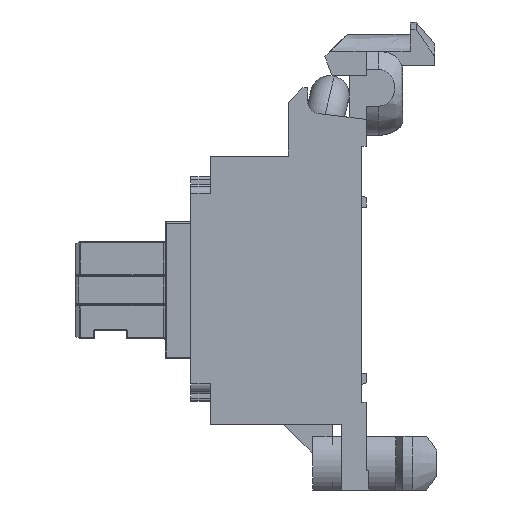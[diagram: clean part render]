
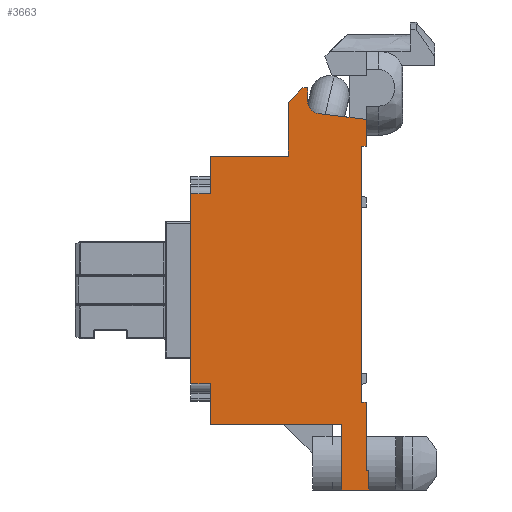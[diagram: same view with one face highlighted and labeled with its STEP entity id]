
A CAD part, left-side view. The second image highlights one B-rep face of the part: STEP entity #3663.
In plain terms, the highlighted planar face has unit normal (-1, 0, 0).
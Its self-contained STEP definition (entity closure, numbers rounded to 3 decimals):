
#1575 = VERTEX_POINT('',#1576);
#1576 = CARTESIAN_POINT('',(-3.4,-3.6,7.));
#1582 = EDGE_CURVE('',#1575,#1583,#1585,.T.);
#1583 = VERTEX_POINT('',#1584);
#1584 = CARTESIAN_POINT('',(-3.4,-3.6,5.9));
#1585 = LINE('',#1586,#1587);
#1586 = CARTESIAN_POINT('',(-3.4,-3.6,5.9));
#1587 = VECTOR('',#1588,1.);
#1588 = DIRECTION('',(-0.,-0.,-1.));
#2651 = VERTEX_POINT('',#2652);
#2652 = CARTESIAN_POINT('',(-3.4,2.8,5.5));
#2658 = EDGE_CURVE('',#2651,#2659,#2661,.T.);
#2659 = VERTEX_POINT('',#2660);
#2660 = CARTESIAN_POINT('',(-3.4,-0.4,5.5));
#2661 = LINE('',#2662,#2663);
#2662 = CARTESIAN_POINT('',(-3.4,3.6,5.5));
#2663 = VECTOR('',#2664,1.);
#2664 = DIRECTION('',(0.,-1.,0.));
#3204 = VERTEX_POINT('',#3205);
#3205 = CARTESIAN_POINT('',(-3.4,-2.6,-5.5));
#3211 = EDGE_CURVE('',#3204,#3212,#3214,.T.);
#3212 = VERTEX_POINT('',#3213);
#3213 = CARTESIAN_POINT('',(-3.4,2.8,-5.5));
#3214 = LINE('',#3215,#3216);
#3215 = CARTESIAN_POINT('',(-3.4,3.6,-5.5));
#3216 = VECTOR('',#3217,1.);
#3217 = DIRECTION('',(-0.,1.,-0.));
#3307 = VERTEX_POINT('',#3308);
#3308 = CARTESIAN_POINT('',(-3.4,3.6,3.95));
#3496 = VERTEX_POINT('',#3497);
#3497 = CARTESIAN_POINT('',(-3.4,3.6,-3.85));
#3504 = EDGE_CURVE('',#3496,#3307,#3505,.T.);
#3505 = LINE('',#3506,#3507);
#3506 = CARTESIAN_POINT('',(-3.4,3.6,5.5));
#3507 = VECTOR('',#3508,1.);
#3508 = DIRECTION('',(-0.,-0.,1.));
#3663 = ADVANCED_FACE('',(#3664),#3807,.F.);
#3664 = FACE_BOUND('',#3665,.T.);
#3665 = EDGE_LOOP('',(#3666,#3674,#3675,#3683,#3691,#3699,#3707,#3715,
    #3723,#3731,#3737,#3738,#3746,#3755,#3763,#3771,#3779,#3785,#3786,
    #3794,#3800,#3801));
#3666 = ORIENTED_EDGE('',*,*,#3667,.F.);
#3667 = EDGE_CURVE('',#3212,#3668,#3670,.T.);
#3668 = VERTEX_POINT('',#3669);
#3669 = CARTESIAN_POINT('',(-3.4,2.8,-3.85));
#3670 = LINE('',#3671,#3672);
#3671 = CARTESIAN_POINT('',(-3.4,2.8,7.741));
#3672 = VECTOR('',#3673,1.);
#3673 = DIRECTION('',(0.,-0.,1.));
#3674 = ORIENTED_EDGE('',*,*,#3211,.F.);
#3675 = ORIENTED_EDGE('',*,*,#3676,.F.);
#3676 = EDGE_CURVE('',#3677,#3204,#3679,.T.);
#3677 = VERTEX_POINT('',#3678);
#3678 = CARTESIAN_POINT('',(-3.4,-2.6,-8.2));
#3679 = LINE('',#3680,#3681);
#3680 = CARTESIAN_POINT('',(-3.4,-2.6,-5.5));
#3681 = VECTOR('',#3682,1.);
#3682 = DIRECTION('',(-0.,-0.,1.));
#3683 = ORIENTED_EDGE('',*,*,#3684,.F.);
#3684 = EDGE_CURVE('',#3685,#3677,#3687,.T.);
#3685 = VERTEX_POINT('',#3686);
#3686 = CARTESIAN_POINT('',(-3.4,-3.7,-8.2));
#3687 = LINE('',#3688,#3689);
#3688 = CARTESIAN_POINT('',(-3.4,-2.6,-8.2));
#3689 = VECTOR('',#3690,1.);
#3690 = DIRECTION('',(-0.,1.,-0.));
#3691 = ORIENTED_EDGE('',*,*,#3692,.F.);
#3692 = EDGE_CURVE('',#3693,#3685,#3695,.T.);
#3693 = VERTEX_POINT('',#3694);
#3694 = CARTESIAN_POINT('',(-3.4,-3.7,-7.4));
#3695 = LINE('',#3696,#3697);
#3696 = CARTESIAN_POINT('',(-3.4,-3.7,-8.2));
#3697 = VECTOR('',#3698,1.);
#3698 = DIRECTION('',(-0.,-0.,-1.));
#3699 = ORIENTED_EDGE('',*,*,#3700,.F.);
#3700 = EDGE_CURVE('',#3701,#3693,#3703,.T.);
#3701 = VERTEX_POINT('',#3702);
#3702 = CARTESIAN_POINT('',(-3.4,-3.6,-7.4));
#3703 = LINE('',#3704,#3705);
#3704 = CARTESIAN_POINT('',(-3.4,-3.6,-7.4));
#3705 = VECTOR('',#3706,1.);
#3706 = DIRECTION('',(0.,-1.,0.));
#3707 = ORIENTED_EDGE('',*,*,#3708,.F.);
#3708 = EDGE_CURVE('',#3709,#3701,#3711,.T.);
#3709 = VERTEX_POINT('',#3710);
#3710 = CARTESIAN_POINT('',(-3.4,-3.6,-4.6));
#3711 = LINE('',#3712,#3713);
#3712 = CARTESIAN_POINT('',(-3.4,-3.6,-4.6));
#3713 = VECTOR('',#3714,1.);
#3714 = DIRECTION('',(0.,0.,-1.));
#3715 = ORIENTED_EDGE('',*,*,#3716,.F.);
#3716 = EDGE_CURVE('',#3717,#3709,#3719,.T.);
#3717 = VERTEX_POINT('',#3718);
#3718 = CARTESIAN_POINT('',(-3.4,-3.4,-4.6));
#3719 = LINE('',#3720,#3721);
#3720 = CARTESIAN_POINT('',(-3.4,-3.4,-4.6));
#3721 = VECTOR('',#3722,1.);
#3722 = DIRECTION('',(0.,-1.,0.));
#3723 = ORIENTED_EDGE('',*,*,#3724,.F.);
#3724 = EDGE_CURVE('',#3725,#3717,#3727,.T.);
#3725 = VERTEX_POINT('',#3726);
#3726 = CARTESIAN_POINT('',(-3.4,-3.4,5.9));
#3727 = LINE('',#3728,#3729);
#3728 = CARTESIAN_POINT('',(-3.4,-3.4,5.9));
#3729 = VECTOR('',#3730,1.);
#3730 = DIRECTION('',(0.,0.,-1.));
#3731 = ORIENTED_EDGE('',*,*,#3732,.F.);
#3732 = EDGE_CURVE('',#1583,#3725,#3733,.T.);
#3733 = LINE('',#3734,#3735);
#3734 = CARTESIAN_POINT('',(-3.4,-3.4,5.9));
#3735 = VECTOR('',#3736,1.);
#3736 = DIRECTION('',(-0.,1.,-0.));
#3737 = ORIENTED_EDGE('',*,*,#1582,.F.);
#3738 = ORIENTED_EDGE('',*,*,#3739,.F.);
#3739 = EDGE_CURVE('',#3740,#1575,#3742,.T.);
#3740 = VERTEX_POINT('',#3741);
#3741 = CARTESIAN_POINT('',(-3.4,-1.638,7.245));
#3742 = LINE('',#3743,#3744);
#3743 = CARTESIAN_POINT('',(-3.4,-3.6,7.));
#3744 = VECTOR('',#3745,1.);
#3745 = DIRECTION('',(-0.,-0.992,-0.124));
#3746 = ORIENTED_EDGE('',*,*,#3747,.F.);
#3747 = EDGE_CURVE('',#3748,#3740,#3750,.T.);
#3748 = VERTEX_POINT('',#3749);
#3749 = CARTESIAN_POINT('',(-3.4,-1.2,7.741));
#3750 = CIRCLE('',#3751,0.5);
#3751 = AXIS2_PLACEMENT_3D('',#3752,#3753,#3754);
#3752 = CARTESIAN_POINT('',(-3.4,-1.7,7.741));
#3753 = DIRECTION('',(-1.,-0.,-0.));
#3754 = DIRECTION('',(0.,0.,-1.));
#3755 = ORIENTED_EDGE('',*,*,#3756,.F.);
#3756 = EDGE_CURVE('',#3757,#3748,#3759,.T.);
#3757 = VERTEX_POINT('',#3758);
#3758 = CARTESIAN_POINT('',(-3.4,-1.2,8.3));
#3759 = LINE('',#3760,#3761);
#3760 = CARTESIAN_POINT('',(-3.4,-1.2,7.741));
#3761 = VECTOR('',#3762,1.);
#3762 = DIRECTION('',(-0.,0.,-1.));
#3763 = ORIENTED_EDGE('',*,*,#3764,.F.);
#3764 = EDGE_CURVE('',#3765,#3757,#3767,.T.);
#3765 = VERTEX_POINT('',#3766);
#3766 = CARTESIAN_POINT('',(-3.4,-1.,8.3));
#3767 = LINE('',#3768,#3769);
#3768 = CARTESIAN_POINT('',(-3.4,-1.2,8.3));
#3769 = VECTOR('',#3770,1.);
#3770 = DIRECTION('',(-0.,-1.,-0.));
#3771 = ORIENTED_EDGE('',*,*,#3772,.F.);
#3772 = EDGE_CURVE('',#3773,#3765,#3775,.T.);
#3773 = VERTEX_POINT('',#3774);
#3774 = CARTESIAN_POINT('',(-3.4,-0.4,7.7));
#3775 = LINE('',#3776,#3777);
#3776 = CARTESIAN_POINT('',(-3.4,-1.,8.3));
#3777 = VECTOR('',#3778,1.);
#3778 = DIRECTION('',(-0.,-0.707,0.707));
#3779 = ORIENTED_EDGE('',*,*,#3780,.F.);
#3780 = EDGE_CURVE('',#2659,#3773,#3781,.T.);
#3781 = LINE('',#3782,#3783);
#3782 = CARTESIAN_POINT('',(-3.4,-0.4,7.7));
#3783 = VECTOR('',#3784,1.);
#3784 = DIRECTION('',(-0.,-0.,1.));
#3785 = ORIENTED_EDGE('',*,*,#2658,.F.);
#3786 = ORIENTED_EDGE('',*,*,#3787,.F.);
#3787 = EDGE_CURVE('',#3788,#2651,#3790,.T.);
#3788 = VERTEX_POINT('',#3789);
#3789 = CARTESIAN_POINT('',(-3.4,2.8,3.95));
#3790 = LINE('',#3791,#3792);
#3791 = CARTESIAN_POINT('',(-3.4,2.8,7.741));
#3792 = VECTOR('',#3793,1.);
#3793 = DIRECTION('',(0.,-0.,1.));
#3794 = ORIENTED_EDGE('',*,*,#3795,.T.);
#3795 = EDGE_CURVE('',#3788,#3307,#3796,.T.);
#3796 = LINE('',#3797,#3798);
#3797 = CARTESIAN_POINT('',(-3.4,-15.237,3.95));
#3798 = VECTOR('',#3799,1.);
#3799 = DIRECTION('',(-0.,1.,-0.));
#3800 = ORIENTED_EDGE('',*,*,#3504,.F.);
#3801 = ORIENTED_EDGE('',*,*,#3802,.F.);
#3802 = EDGE_CURVE('',#3668,#3496,#3803,.T.);
#3803 = LINE('',#3804,#3805);
#3804 = CARTESIAN_POINT('',(-3.4,-15.237,-3.85));
#3805 = VECTOR('',#3806,1.);
#3806 = DIRECTION('',(-0.,1.,-0.));
#3807 = PLANE('',#3808);
#3808 = AXIS2_PLACEMENT_3D('',#3809,#3810,#3811);
#3809 = CARTESIAN_POINT('',(-3.4,-1.7,7.741));
#3810 = DIRECTION('',(1.,0.,0.));
#3811 = DIRECTION('',(0.,0.,-1.));
